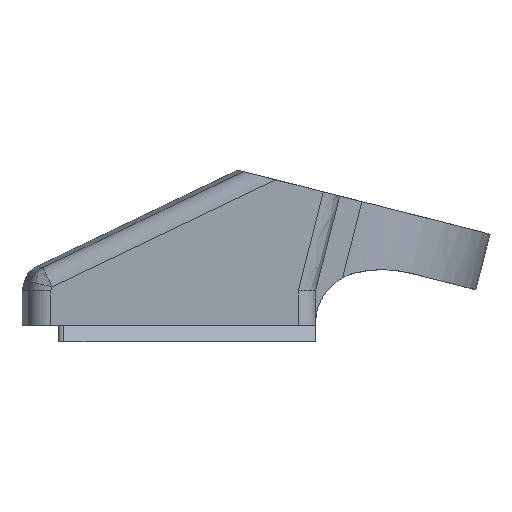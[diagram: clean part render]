
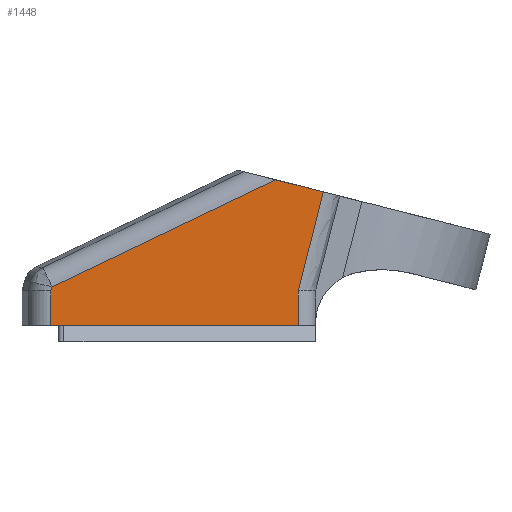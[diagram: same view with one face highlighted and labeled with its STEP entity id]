
A CAD part, front view. The second image highlights one B-rep face of the part: STEP entity #1448.
In plain terms, the highlighted planar face has unit normal (0, -1, 0).
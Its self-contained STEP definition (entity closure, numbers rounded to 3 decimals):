
#38=PLANE('',#1559);
#105=FACE_OUTER_BOUND('',#185,.T.);
#185=EDGE_LOOP('',(#1127,#1128,#1129,#1130,#1131,#1132,#1133));
#345=LINE('',#4702,#466);
#365=LINE('',#5001,#486);
#366=LINE('',#5004,#487);
#367=LINE('',#5006,#488);
#368=LINE('',#5008,#489);
#369=LINE('',#5010,#490);
#370=LINE('',#5011,#491);
#466=VECTOR('',#1721,10.);
#486=VECTOR('',#1775,10.);
#487=VECTOR('',#1778,10.);
#488=VECTOR('',#1779,10.);
#489=VECTOR('',#1780,10.);
#490=VECTOR('',#1781,10.);
#491=VECTOR('',#1782,10.);
#619=VERTEX_POINT('',#4699);
#620=VERTEX_POINT('',#4701);
#644=VERTEX_POINT('',#4956);
#646=VERTEX_POINT('',#5003);
#647=VERTEX_POINT('',#5005);
#648=VERTEX_POINT('',#5007);
#649=VERTEX_POINT('',#5009);
#788=EDGE_CURVE('',#619,#620,#345,.T.);
#823=EDGE_CURVE('',#644,#619,#365,.T.);
#824=EDGE_CURVE('',#646,#644,#366,.T.);
#825=EDGE_CURVE('',#647,#646,#367,.T.);
#826=EDGE_CURVE('',#647,#648,#368,.T.);
#827=EDGE_CURVE('',#648,#649,#369,.T.);
#828=EDGE_CURVE('',#620,#649,#370,.T.);
#1127=ORIENTED_EDGE('',*,*,#823,.F.);
#1128=ORIENTED_EDGE('',*,*,#824,.F.);
#1129=ORIENTED_EDGE('',*,*,#825,.F.);
#1130=ORIENTED_EDGE('',*,*,#826,.T.);
#1131=ORIENTED_EDGE('',*,*,#827,.T.);
#1132=ORIENTED_EDGE('',*,*,#828,.F.);
#1133=ORIENTED_EDGE('',*,*,#788,.F.);
#1448=ADVANCED_FACE('',(#105),#38,.T.);
#1559=AXIS2_PLACEMENT_3D('',#5002,#1776,#1777);
#1721=DIRECTION('',(0.969,0.,-0.246));
#1775=DIRECTION('',(0.902,0.,0.432));
#1776=DIRECTION('center_axis',(0.,-1.,0.));
#1777=DIRECTION('ref_axis',(1.,0.,0.));
#1778=DIRECTION('',(0.246,0.,0.969));
#1779=DIRECTION('',(0.,0.,1.));
#1780=DIRECTION('',(1.,0.,0.));
#1781=DIRECTION('',(0.,0.,1.));
#1782=DIRECTION('',(-0.246,0.,-0.969));
#4699=CARTESIAN_POINT('',(118.046,-14.,110.853));
#4701=CARTESIAN_POINT('',(126.369,-14.,108.745));
#4702=CARTESIAN_POINT('',(85.903,-14.,118.996));
#4956=CARTESIAN_POINT('',(79.121,-14.,92.225));
#5001=CARTESIAN_POINT('',(84.776,-14.,94.931));
#5002=CARTESIAN_POINT('Origin',(78.937,-14.,85.5));
#5003=CARTESIAN_POINT('',(78.937,-14.,91.5));
#5004=CARTESIAN_POINT('',(84.675,-14.,114.149));
#5005=CARTESIAN_POINT('',(78.937,-14.,85.5));
#5006=CARTESIAN_POINT('',(78.937,-14.,85.5));
#5007=CARTESIAN_POINT('',(122.,-14.,85.5));
#5008=CARTESIAN_POINT('',(78.937,-14.,85.5));
#5009=CARTESIAN_POINT('',(122.,-14.,91.5));
#5010=CARTESIAN_POINT('',(122.,-14.,85.5));
#5011=CARTESIAN_POINT('',(125.141,-14.,103.898));
